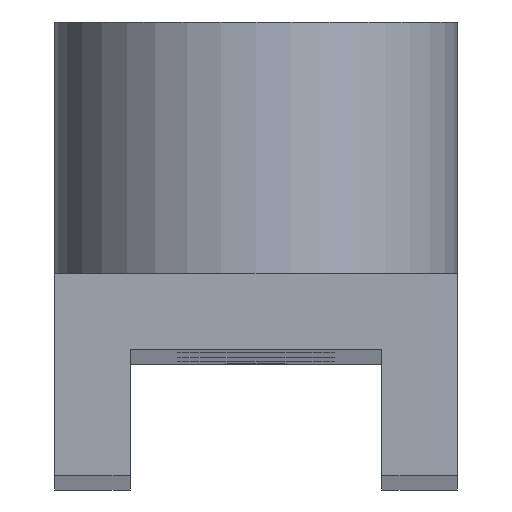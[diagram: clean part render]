
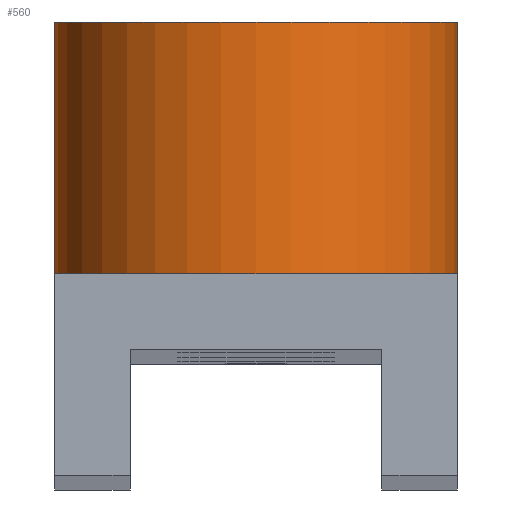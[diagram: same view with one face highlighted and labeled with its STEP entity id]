
A CAD part, top view. The second image highlights one B-rep face of the part: STEP entity #560.
In plain terms, the highlighted cylindrical face has radius 5.08 mm (diameter 10.16 mm), a full revolution.
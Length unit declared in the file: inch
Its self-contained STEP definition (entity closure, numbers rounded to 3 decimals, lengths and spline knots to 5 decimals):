
#62=FACE_OUTER_BOUND('',#101,.T.);
#101=EDGE_LOOP('',(#417,#418,#419,#420,#421));
#137=LINE('',#908,#185);
#185=VECTOR('',#741,0.2);
#248=CIRCLE('',#637,0.2);
#249=CIRCLE('',#638,0.2);
#250=CIRCLE('',#639,0.2);
#278=VERTEX_POINT('',#905);
#279=VERTEX_POINT('',#907);
#280=VERTEX_POINT('',#909);
#329=EDGE_CURVE('',#278,#278,#248,.T.);
#330=EDGE_CURVE('',#278,#279,#137,.T.);
#331=EDGE_CURVE('',#280,#279,#249,.T.);
#332=EDGE_CURVE('',#279,#280,#250,.T.);
#417=ORIENTED_EDGE('',*,*,#329,.F.);
#418=ORIENTED_EDGE('',*,*,#330,.T.);
#419=ORIENTED_EDGE('',*,*,#331,.F.);
#420=ORIENTED_EDGE('',*,*,#332,.F.);
#421=ORIENTED_EDGE('',*,*,#330,.F.);
#543=CYLINDRICAL_SURFACE('',#636,0.2);
#560=ADVANCED_FACE('',(#62),#543,.T.);
#636=AXIS2_PLACEMENT_3D('',#904,#737,#738);
#637=AXIS2_PLACEMENT_3D('',#906,#739,#740);
#638=AXIS2_PLACEMENT_3D('',#910,#742,#743);
#639=AXIS2_PLACEMENT_3D('',#911,#744,#745);
#737=DIRECTION('center_axis',(0.,1.,0.));
#738=DIRECTION('ref_axis',(1.,0.,0.));
#739=DIRECTION('center_axis',(0.,1.,0.));
#740=DIRECTION('ref_axis',(1.,0.,0.));
#741=DIRECTION('',(0.,-1.,0.));
#742=DIRECTION('center_axis',(0.,-1.,0.));
#743=DIRECTION('ref_axis',(1.,0.,0.));
#744=DIRECTION('center_axis',(0.,-1.,0.));
#745=DIRECTION('ref_axis',(1.,0.,0.));
#904=CARTESIAN_POINT('Origin',(0.,0.2,8.25));
#905=CARTESIAN_POINT('',(-0.2,0.45,8.25));
#906=CARTESIAN_POINT('Origin',(0.,0.45,8.25));
#907=CARTESIAN_POINT('',(-0.2,0.2,8.25));
#908=CARTESIAN_POINT('',(-0.2,0.2,8.25));
#909=CARTESIAN_POINT('',(0.2,0.2,8.25));
#910=CARTESIAN_POINT('Origin',(0.,0.2,8.25));
#911=CARTESIAN_POINT('Origin',(0.,0.2,8.25));
